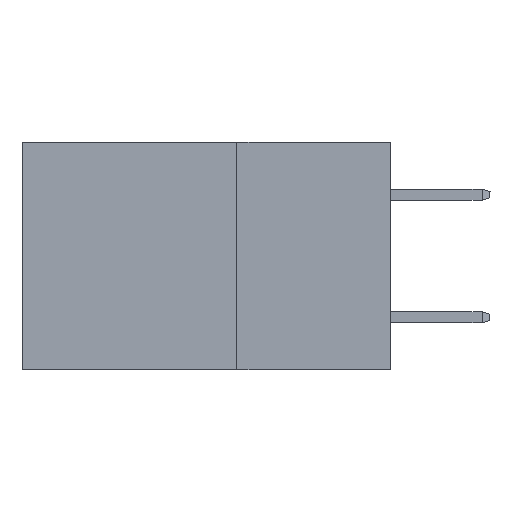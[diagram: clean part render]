
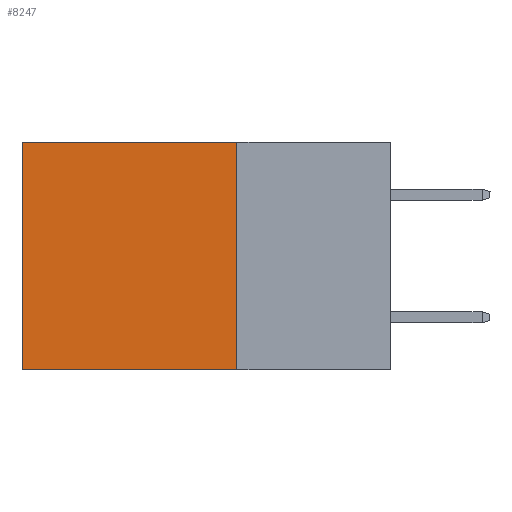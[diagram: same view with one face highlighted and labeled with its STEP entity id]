
A CAD part, left-side view. The second image highlights one B-rep face of the part: STEP entity #8247.
In plain terms, the highlighted planar face has unit normal (-1, 0, 0).
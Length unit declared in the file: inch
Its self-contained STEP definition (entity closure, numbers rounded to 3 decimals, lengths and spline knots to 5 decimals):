
#10 = FACE_OUTER_BOUND ( 'NONE', #20544, .T. ) ;
#16 = CARTESIAN_POINT ( 'NONE',  ( 0.2875, 0.25, 0. ) ) ;
#1275 = ORIENTED_EDGE ( 'NONE', *, *, #7764, .T. ) ;
#1562 = CARTESIAN_POINT ( 'NONE',  ( 0.2875, 0.25, 0. ) ) ;
#1864 = DIRECTION ( 'NONE',  ( 0., 0., -1. ) ) ;
#2346 = EDGE_CURVE ( 'NONE', #20762, #19000, #8427, .T. ) ;
#2982 = VECTOR ( 'NONE', #18001, 39.37008 ) ;
#4120 = AXIS2_PLACEMENT_3D ( 'NONE', #7093, #14226, #1864 ) ;
#4777 = VERTEX_POINT ( 'NONE', #15195 ) ;
#5497 = CARTESIAN_POINT ( 'NONE',  ( 0.2875, 0.6, 0. ) ) ;
#7010 = VERTEX_POINT ( 'NONE', #21587 ) ;
#7093 = CARTESIAN_POINT ( 'NONE',  ( 0.2875, 0.25, 0. ) ) ;
#7435 = PLANE ( 'NONE',  #4120 ) ;
#7764 = EDGE_CURVE ( 'NONE', #7010, #4777, #12836, .T. ) ;
#8070 = CARTESIAN_POINT ( 'NONE',  ( 0.2875, 0.25, 0. ) ) ;
#8247 = ADVANCED_FACE ( 'NONE', ( #10 ), #7435, .F. ) ;
#8427 = LINE ( 'NONE', #1562, #13375 ) ;
#8683 = VECTOR ( 'NONE', #21111, 39.37008 ) ;
#10179 = ORIENTED_EDGE ( 'NONE', *, *, #18451, .F. ) ;
#10601 = DIRECTION ( 'NONE',  ( 0., 1., 0. ) ) ;
#11933 = DIRECTION ( 'NONE',  ( 0., 0., -1. ) ) ;
#12836 = LINE ( 'NONE', #5497, #2982 ) ;
#13375 = VECTOR ( 'NONE', #11933, 39.37008 ) ;
#13998 = ORIENTED_EDGE ( 'NONE', *, *, #2346, .F. ) ;
#14226 = DIRECTION ( 'NONE',  ( 1., 0., 0. ) ) ;
#14404 = CARTESIAN_POINT ( 'NONE',  ( 0.2875, 0.25, -0.37 ) ) ;
#15195 = CARTESIAN_POINT ( 'NONE',  ( 0.2875, 0.6, -0.37 ) ) ;
#15767 = LINE ( 'NONE', #16, #16967 ) ;
#16967 = VECTOR ( 'NONE', #10601, 39.37008 ) ;
#18001 = DIRECTION ( 'NONE',  ( 0., 0., -1. ) ) ;
#18451 = EDGE_CURVE ( 'NONE', #19000, #4777, #20868, .T. ) ;
#18559 = ORIENTED_EDGE ( 'NONE', *, *, #21288, .T. ) ;
#19000 = VERTEX_POINT ( 'NONE', #14404 ) ;
#19126 = CARTESIAN_POINT ( 'NONE',  ( 0.2875, 0.25, -0.37 ) ) ;
#20544 = EDGE_LOOP ( 'NONE', ( #1275, #10179, #13998, #18559 ) ) ;
#20762 = VERTEX_POINT ( 'NONE', #8070 ) ;
#20868 = LINE ( 'NONE', #19126, #8683 ) ;
#21111 = DIRECTION ( 'NONE',  ( 0., 1., 0. ) ) ;
#21288 = EDGE_CURVE ( 'NONE', #20762, #7010, #15767, .T. ) ;
#21587 = CARTESIAN_POINT ( 'NONE',  ( 0.2875, 0.6, 0. ) ) ;
